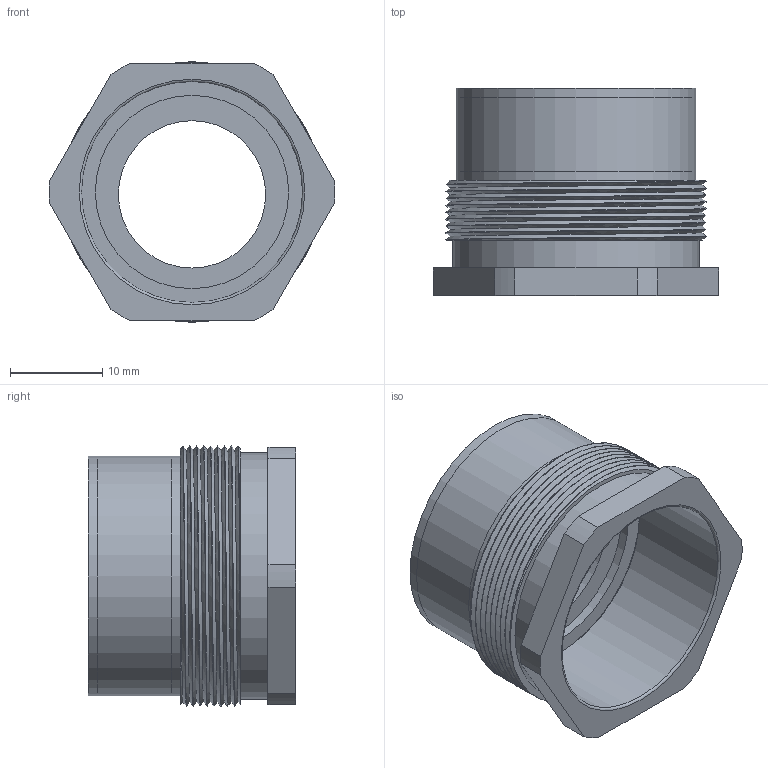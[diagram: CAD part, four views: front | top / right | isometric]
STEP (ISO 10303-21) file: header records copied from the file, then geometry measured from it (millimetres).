
FILE_DESCRIPTION (( 'STEP AP214' ), '1' );
FILE_NAME ('ZP-MC-CG-21M5.STEP', '2011-11-21T12:33:14', ( '.adc' ), ( '' ), 'SwSTEP 2.0', 'SolidWorks 2011', '' );
FILE_SCHEMA (( 'AUTOMOTIVE_DESIGN' ));
Length unit declared in the file: millimetre
Products named in the file (1): ZP-MC-CG-21M5
Bounding box: 30.99 x 22.5 x 28.25 mm (x, y, z)
Volume: 5108.2 mm3; surface area: 5531 mm2
Topology: 3 solids, 3 shells, 35 faces, 73 edges, 48 vertices
Faces by surface type: plane 16, cylinder 15, bspline 2, cone 1, torus 1
Full cylindrical faces by diameter (mm): 16 x1, 21 x2, 24 x1, 26 x3, 26.75 x1
Entity records: 2360 total; most frequent: CARTESIAN_POINT 1465, DIRECTION 156, ORIENTED_EDGE 126, AXIS2_PLACEMENT_3D 66, EDGE_CURVE 63, EDGE_LOOP 55, VERTEX_POINT 48, FACE_OUTER_BOUND 44
